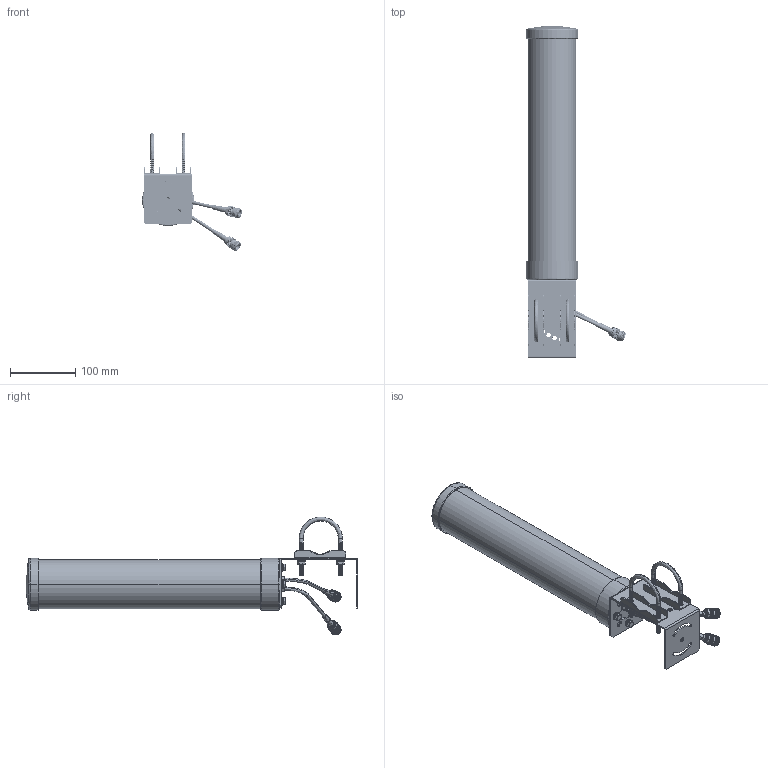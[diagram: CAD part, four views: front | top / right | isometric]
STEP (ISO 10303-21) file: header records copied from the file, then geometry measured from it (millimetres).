
FILE_DESCRIPTION (( 'STEP AP203' ), '1' );
FILE_NAME ('FMANLP1005_3D.STEP', '2022-03-21T21:10:35', ( '' ), ( '' ), 'SwSTEP 2.0', 'SolidWorks 2021', '' );
FILE_SCHEMA (( 'CONFIG_CONTROL_DESIGN' ));
Length unit declared in the file: inch
Products named in the file (1): FMANLP1005_3D
Bounding box: 153.1 x 509.35 x 180.97 mm (x, y, z)
Volume: 343982.8 mm3; surface area: 312388.9 mm2
Topology: 42 solids, 42 shells, 5759 faces, 12962 edges, 7320 vertices
Faces by surface type: bspline 3086, cylinder 1951, plane 523, cone 199
Entity records: 265938 total; most frequent: CARTESIAN_POINT 167381, ORIENTED_EDGE 25924, EDGE_CURVE 12962, DIRECTION 9950, B_SPLINE_CURVE_WITH_KNOTS 9486, VERTEX_POINT 7320, EDGE_LOOP 5892, ADVANCED_FACE 5759
